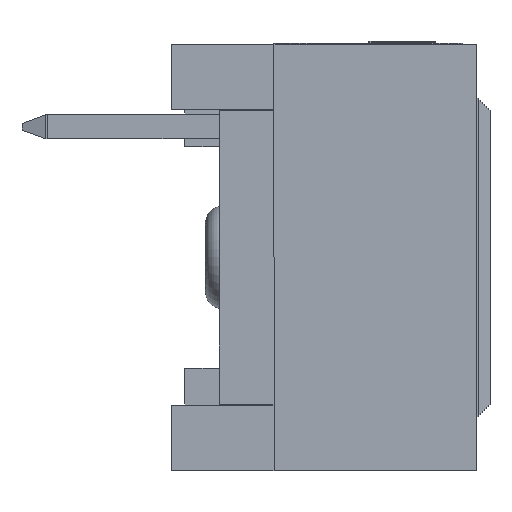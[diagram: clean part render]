
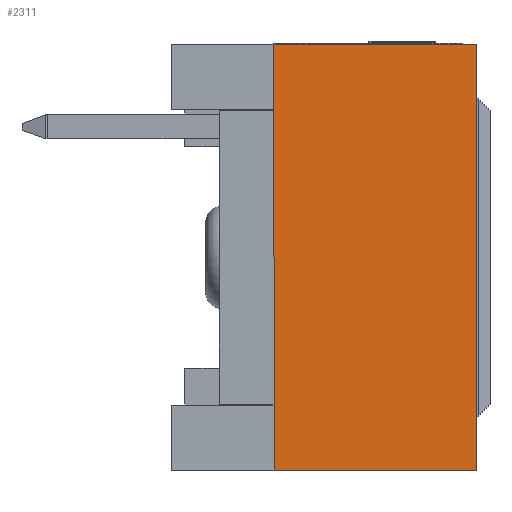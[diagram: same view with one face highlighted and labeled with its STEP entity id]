
A CAD part, left-side view. The second image highlights one B-rep face of the part: STEP entity #2311.
In plain terms, the highlighted planar face has unit normal (-1, 0, 0).
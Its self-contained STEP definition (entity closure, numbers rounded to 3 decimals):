
#287 = PLANE('',#288);
#288 = AXIS2_PLACEMENT_3D('',#289,#290,#291);
#289 = CARTESIAN_POINT('',(0.,0.,0.));
#290 = DIRECTION('',(0.,1.,0.));
#291 = DIRECTION('',(0.,0.,1.));
#441 = PLANE('',#442);
#442 = AXIS2_PLACEMENT_3D('',#443,#444,#445);
#443 = CARTESIAN_POINT('',(-12.575,0.,6.225));
#444 = DIRECTION('',(0.,0.,1.));
#445 = DIRECTION('',(1.,0.,-0.));
#1075 = PLANE('',#1076);
#1076 = AXIS2_PLACEMENT_3D('',#1077,#1078,#1079);
#1077 = CARTESIAN_POINT('',(12.575,0.,-6.225));
#1078 = DIRECTION('',(0.,0.,-1.));
#1079 = DIRECTION('',(-1.,-0.,0.));
#1478 = VERTEX_POINT('',#1479);
#1479 = CARTESIAN_POINT('',(-12.575,0.,-4.315));
#1505 = EDGE_CURVE('',#1478,#1506,#1508,.T.);
#1506 = VERTEX_POINT('',#1507);
#1507 = CARTESIAN_POINT('',(-12.575,0.,4.315));
#1508 = SURFACE_CURVE('',#1509,(#1513,#1520),.PCURVE_S1.);
#1509 = LINE('',#1510,#1511);
#1510 = CARTESIAN_POINT('',(-12.575,0.,-6.225));
#1511 = VECTOR('',#1512,1.);
#1512 = DIRECTION('',(0.,0.,1.));
#1513 = PCURVE('',#287,#1514);
#1514 = DEFINITIONAL_REPRESENTATION('',(#1515),#1519);
#1515 = LINE('',#1516,#1517);
#1516 = CARTESIAN_POINT('',(-6.225,-12.575));
#1517 = VECTOR('',#1518,1.);
#1518 = DIRECTION('',(1.,0.));
#1519 = ( GEOMETRIC_REPRESENTATION_CONTEXT(2) 
PARAMETRIC_REPRESENTATION_CONTEXT() REPRESENTATION_CONTEXT('2D SPACE',''
  ) );
#1520 = PCURVE('',#1521,#1526);
#1521 = PLANE('',#1522);
#1522 = AXIS2_PLACEMENT_3D('',#1523,#1524,#1525);
#1523 = CARTESIAN_POINT('',(-12.575,0.,-6.225));
#1524 = DIRECTION('',(-1.,0.,0.));
#1525 = DIRECTION('',(0.,0.,1.));
#1526 = DEFINITIONAL_REPRESENTATION('',(#1527),#1531);
#1527 = LINE('',#1528,#1529);
#1528 = CARTESIAN_POINT('',(0.,0.));
#1529 = VECTOR('',#1530,1.);
#1530 = DIRECTION('',(1.,0.));
#1531 = ( GEOMETRIC_REPRESENTATION_CONTEXT(2) 
PARAMETRIC_REPRESENTATION_CONTEXT() REPRESENTATION_CONTEXT('2D SPACE',''
  ) );
#1926 = EDGE_CURVE('',#1927,#1929,#1931,.T.);
#1927 = VERTEX_POINT('',#1928);
#1928 = CARTESIAN_POINT('',(-12.575,0.,6.225));
#1929 = VERTEX_POINT('',#1930);
#1930 = CARTESIAN_POINT('',(-12.575,-5.9,6.225));
#1931 = SURFACE_CURVE('',#1932,(#1936,#1943),.PCURVE_S1.);
#1932 = LINE('',#1933,#1934);
#1933 = CARTESIAN_POINT('',(-12.575,0.,6.225));
#1934 = VECTOR('',#1935,1.);
#1935 = DIRECTION('',(0.,-1.,0.));
#1936 = PCURVE('',#441,#1937);
#1937 = DEFINITIONAL_REPRESENTATION('',(#1938),#1942);
#1938 = LINE('',#1939,#1940);
#1939 = CARTESIAN_POINT('',(0.,0.));
#1940 = VECTOR('',#1941,1.);
#1941 = DIRECTION('',(0.,-1.));
#1942 = ( GEOMETRIC_REPRESENTATION_CONTEXT(2) 
PARAMETRIC_REPRESENTATION_CONTEXT() REPRESENTATION_CONTEXT('2D SPACE',''
  ) );
#1943 = PCURVE('',#1521,#1944);
#1944 = DEFINITIONAL_REPRESENTATION('',(#1945),#1949);
#1945 = LINE('',#1946,#1947);
#1946 = CARTESIAN_POINT('',(12.45,0.));
#1947 = VECTOR('',#1948,1.);
#1948 = DIRECTION('',(0.,-1.));
#1949 = ( GEOMETRIC_REPRESENTATION_CONTEXT(2) 
PARAMETRIC_REPRESENTATION_CONTEXT() REPRESENTATION_CONTEXT('2D SPACE',''
  ) );
#1967 = PLANE('',#1968);
#1968 = AXIS2_PLACEMENT_3D('',#1969,#1970,#1971);
#1969 = CARTESIAN_POINT('',(0.,-5.9,0.));
#1970 = DIRECTION('',(0.,1.,0.));
#1971 = DIRECTION('',(0.,0.,1.));
#2277 = PLANE('',#2278);
#2278 = AXIS2_PLACEMENT_3D('',#2279,#2280,#2281);
#2279 = CARTESIAN_POINT('',(-12.575,0.,6.225));
#2280 = DIRECTION('',(-1.,0.,0.));
#2281 = DIRECTION('',(-0.,0.,-1.));
#2311 = ADVANCED_FACE('',(#2312),#1521,.T.);
#2312 = FACE_BOUND('',#2313,.T.);
#2313 = EDGE_LOOP('',(#2314,#2339,#2360,#2361,#2382,#2383));
#2314 = ORIENTED_EDGE('',*,*,#2315,.T.);
#2315 = EDGE_CURVE('',#2316,#2318,#2320,.T.);
#2316 = VERTEX_POINT('',#2317);
#2317 = CARTESIAN_POINT('',(-12.575,0.,-6.225));
#2318 = VERTEX_POINT('',#2319);
#2319 = CARTESIAN_POINT('',(-12.575,-5.9,-6.225));
#2320 = SURFACE_CURVE('',#2321,(#2325,#2332),.PCURVE_S1.);
#2321 = LINE('',#2322,#2323);
#2322 = CARTESIAN_POINT('',(-12.575,0.,-6.225));
#2323 = VECTOR('',#2324,1.);
#2324 = DIRECTION('',(0.,-1.,0.));
#2325 = PCURVE('',#1521,#2326);
#2326 = DEFINITIONAL_REPRESENTATION('',(#2327),#2331);
#2327 = LINE('',#2328,#2329);
#2328 = CARTESIAN_POINT('',(0.,0.));
#2329 = VECTOR('',#2330,1.);
#2330 = DIRECTION('',(0.,-1.));
#2331 = ( GEOMETRIC_REPRESENTATION_CONTEXT(2) 
PARAMETRIC_REPRESENTATION_CONTEXT() REPRESENTATION_CONTEXT('2D SPACE',''
  ) );
#2332 = PCURVE('',#1075,#2333);
#2333 = DEFINITIONAL_REPRESENTATION('',(#2334),#2338);
#2334 = LINE('',#2335,#2336);
#2335 = CARTESIAN_POINT('',(25.15,0.));
#2336 = VECTOR('',#2337,1.);
#2337 = DIRECTION('',(0.,-1.));
#2338 = ( GEOMETRIC_REPRESENTATION_CONTEXT(2) 
PARAMETRIC_REPRESENTATION_CONTEXT() REPRESENTATION_CONTEXT('2D SPACE',''
  ) );
#2339 = ORIENTED_EDGE('',*,*,#2340,.T.);
#2340 = EDGE_CURVE('',#2318,#1929,#2341,.T.);
#2341 = SURFACE_CURVE('',#2342,(#2346,#2353),.PCURVE_S1.);
#2342 = LINE('',#2343,#2344);
#2343 = CARTESIAN_POINT('',(-12.575,-5.9,-6.225));
#2344 = VECTOR('',#2345,1.);
#2345 = DIRECTION('',(0.,0.,1.));
#2346 = PCURVE('',#1521,#2347);
#2347 = DEFINITIONAL_REPRESENTATION('',(#2348),#2352);
#2348 = LINE('',#2349,#2350);
#2349 = CARTESIAN_POINT('',(0.,-5.9));
#2350 = VECTOR('',#2351,1.);
#2351 = DIRECTION('',(1.,0.));
#2352 = ( GEOMETRIC_REPRESENTATION_CONTEXT(2) 
PARAMETRIC_REPRESENTATION_CONTEXT() REPRESENTATION_CONTEXT('2D SPACE',''
  ) );
#2353 = PCURVE('',#1967,#2354);
#2354 = DEFINITIONAL_REPRESENTATION('',(#2355),#2359);
#2355 = LINE('',#2356,#2357);
#2356 = CARTESIAN_POINT('',(-6.225,-12.575));
#2357 = VECTOR('',#2358,1.);
#2358 = DIRECTION('',(1.,0.));
#2359 = ( GEOMETRIC_REPRESENTATION_CONTEXT(2) 
PARAMETRIC_REPRESENTATION_CONTEXT() REPRESENTATION_CONTEXT('2D SPACE',''
  ) );
#2360 = ORIENTED_EDGE('',*,*,#1926,.F.);
#2361 = ORIENTED_EDGE('',*,*,#2362,.F.);
#2362 = EDGE_CURVE('',#1506,#1927,#2363,.T.);
#2363 = SURFACE_CURVE('',#2364,(#2368,#2375),.PCURVE_S1.);
#2364 = LINE('',#2365,#2366);
#2365 = CARTESIAN_POINT('',(-12.575,0.,-6.225));
#2366 = VECTOR('',#2367,1.);
#2367 = DIRECTION('',(0.,0.,1.));
#2368 = PCURVE('',#1521,#2369);
#2369 = DEFINITIONAL_REPRESENTATION('',(#2370),#2374);
#2370 = LINE('',#2371,#2372);
#2371 = CARTESIAN_POINT('',(0.,0.));
#2372 = VECTOR('',#2373,1.);
#2373 = DIRECTION('',(1.,0.));
#2374 = ( GEOMETRIC_REPRESENTATION_CONTEXT(2) 
PARAMETRIC_REPRESENTATION_CONTEXT() REPRESENTATION_CONTEXT('2D SPACE',''
  ) );
#2375 = PCURVE('',#2277,#2376);
#2376 = DEFINITIONAL_REPRESENTATION('',(#2377),#2381);
#2377 = LINE('',#2378,#2379);
#2378 = CARTESIAN_POINT('',(12.45,0.));
#2379 = VECTOR('',#2380,1.);
#2380 = DIRECTION('',(-1.,0.));
#2381 = ( GEOMETRIC_REPRESENTATION_CONTEXT(2) 
PARAMETRIC_REPRESENTATION_CONTEXT() REPRESENTATION_CONTEXT('2D SPACE',''
  ) );
#2382 = ORIENTED_EDGE('',*,*,#1505,.F.);
#2383 = ORIENTED_EDGE('',*,*,#2384,.F.);
#2384 = EDGE_CURVE('',#2316,#1478,#2385,.T.);
#2385 = SURFACE_CURVE('',#2386,(#2390,#2397),.PCURVE_S1.);
#2386 = LINE('',#2387,#2388);
#2387 = CARTESIAN_POINT('',(-12.575,0.,-6.225));
#2388 = VECTOR('',#2389,1.);
#2389 = DIRECTION('',(0.,0.,1.));
#2390 = PCURVE('',#1521,#2391);
#2391 = DEFINITIONAL_REPRESENTATION('',(#2392),#2396);
#2392 = LINE('',#2393,#2394);
#2393 = CARTESIAN_POINT('',(0.,0.));
#2394 = VECTOR('',#2395,1.);
#2395 = DIRECTION('',(1.,0.));
#2396 = ( GEOMETRIC_REPRESENTATION_CONTEXT(2) 
PARAMETRIC_REPRESENTATION_CONTEXT() REPRESENTATION_CONTEXT('2D SPACE',''
  ) );
#2397 = PCURVE('',#2398,#2403);
#2398 = PLANE('',#2399);
#2399 = AXIS2_PLACEMENT_3D('',#2400,#2401,#2402);
#2400 = CARTESIAN_POINT('',(-12.575,0.,-6.225));
#2401 = DIRECTION('',(1.,0.,0.));
#2402 = DIRECTION('',(-0.,0.,1.));
#2403 = DEFINITIONAL_REPRESENTATION('',(#2404),#2408);
#2404 = LINE('',#2405,#2406);
#2405 = CARTESIAN_POINT('',(0.,0.));
#2406 = VECTOR('',#2407,1.);
#2407 = DIRECTION('',(1.,0.));
#2408 = ( GEOMETRIC_REPRESENTATION_CONTEXT(2) 
PARAMETRIC_REPRESENTATION_CONTEXT() REPRESENTATION_CONTEXT('2D SPACE',''
  ) );
